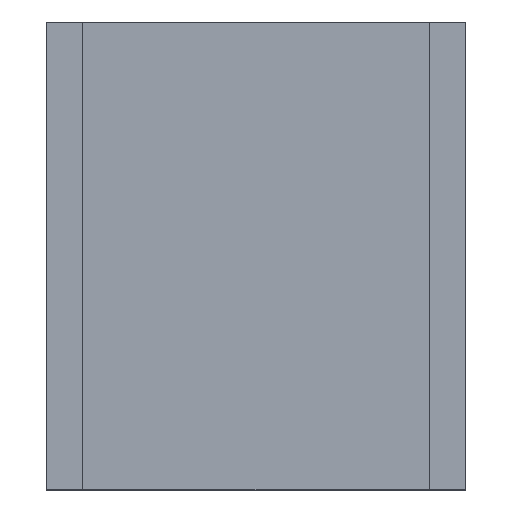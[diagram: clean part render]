
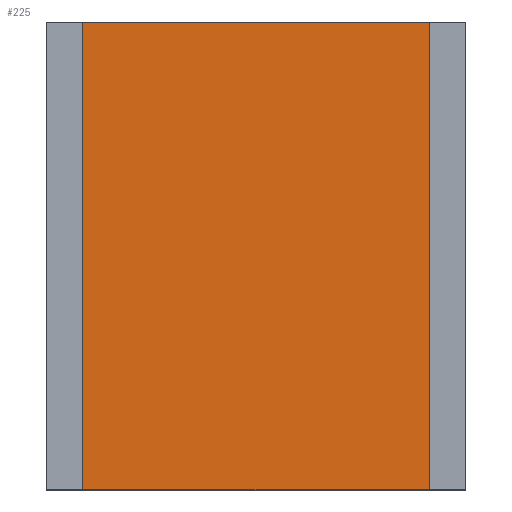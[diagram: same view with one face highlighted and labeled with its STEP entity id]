
A CAD part, top view. The second image highlights one B-rep face of the part: STEP entity #225.
In plain terms, the highlighted planar face has unit normal (0, 0, 1).
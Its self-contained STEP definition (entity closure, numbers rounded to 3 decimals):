
#19=FACE_OUTER_BOUND('',#31,.T.);
#31=EDGE_LOOP('',(#165,#166,#167,#168));
#50=LINE('',#341,#80);
#52=LINE('',#345,#82);
#53=LINE('',#347,#83);
#54=LINE('',#348,#84);
#80=VECTOR('',#280,10.);
#82=VECTOR('',#284,10.);
#83=VECTOR('',#285,10.);
#84=VECTOR('',#286,10.);
#107=VERTEX_POINT('',#338);
#108=VERTEX_POINT('',#340);
#109=VERTEX_POINT('',#344);
#110=VERTEX_POINT('',#346);
#130=EDGE_CURVE('',#108,#107,#50,.T.);
#132=EDGE_CURVE('',#107,#109,#52,.T.);
#133=EDGE_CURVE('',#109,#110,#53,.T.);
#134=EDGE_CURVE('',#110,#108,#54,.T.);
#165=ORIENTED_EDGE('',*,*,#130,.T.);
#166=ORIENTED_EDGE('',*,*,#132,.T.);
#167=ORIENTED_EDGE('',*,*,#133,.T.);
#168=ORIENTED_EDGE('',*,*,#134,.T.);
#213=PLANE('',#251);
#225=ADVANCED_FACE('',(#19),#213,.T.);
#251=AXIS2_PLACEMENT_3D('',#343,#282,#283);
#280=DIRECTION('',(0.,-1.,0.));
#282=DIRECTION('center_axis',(0.,0.,1.));
#283=DIRECTION('ref_axis',(0.,-1.,0.));
#284=DIRECTION('',(1.,0.,0.));
#285=DIRECTION('',(0.,1.,0.));
#286=DIRECTION('',(-1.,0.,0.));
#338=CARTESIAN_POINT('',(3.,-38.,3.));
#340=CARTESIAN_POINT('',(3.,0.,3.));
#341=CARTESIAN_POINT('',(3.,-19.,3.));
#343=CARTESIAN_POINT('Origin',(17.075,-19.,3.));
#344=CARTESIAN_POINT('',(31.14,-38.,3.));
#345=CARTESIAN_POINT('',(17.075,-38.,3.));
#346=CARTESIAN_POINT('',(31.14,0.,3.));
#347=CARTESIAN_POINT('',(31.14,-19.,3.));
#348=CARTESIAN_POINT('',(17.075,0.,3.));
